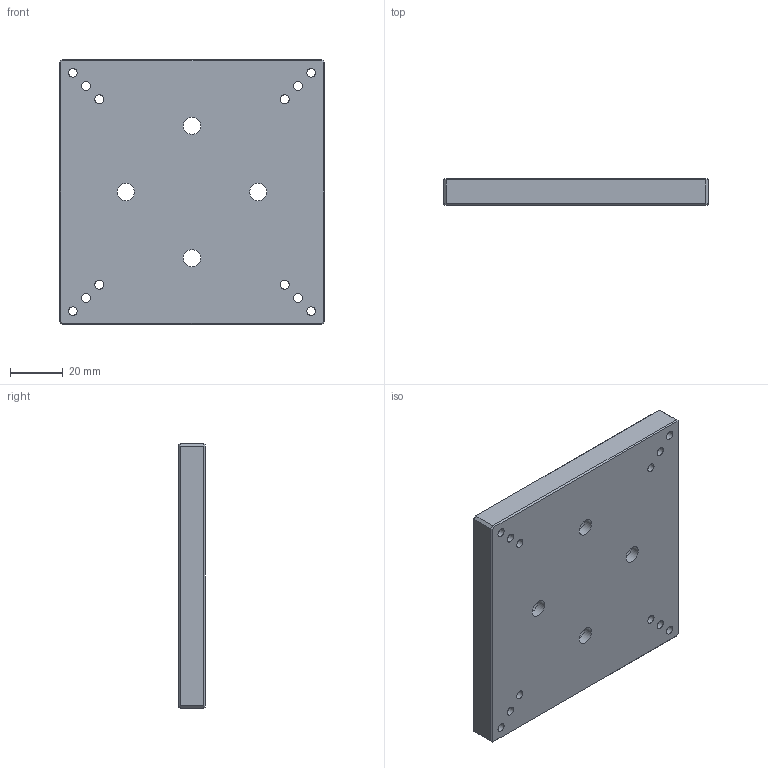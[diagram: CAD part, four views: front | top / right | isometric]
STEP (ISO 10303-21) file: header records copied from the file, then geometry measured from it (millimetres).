
FILE_DESCRIPTION (( 'STEP AP203' ), '1' );
FILE_NAME ('100-100-10-A-蛌諉啣.STEP', '2025-05-19T03:34:30', ( 'Windows User' ), ( 'P R C' ), 'SwSTEP 2.0', 'SolidWorks 2020', '' );
FILE_SCHEMA (( 'CONFIG_CONTROL_DESIGN' ));
Length unit declared in the file: millimetre
Products named in the file (1): 100-100-10-A-蛌諉啣
Bounding box: 100 x 10 x 100 mm (x, y, z)
Volume: 95905.3 mm3; surface area: 25651.6 mm2
Topology: 1 solids, 1 shells, 66 faces, 148 edges, 88 vertices
Faces by surface type: plane 30, cylinder 20, cone 16
Full cylindrical faces by diameter (mm): 3.3 x12, 6.5 x4, 11 x4
Entity records: 1773 total; most frequent: DIRECTION 302, CARTESIAN_POINT 267, ORIENTED_EDGE 224, EDGE_LOOP 138, AXIS2_PLACEMENT_3D 123, EDGE_CURVE 112, VERTEX_POINT 88, FACE_OUTER_BOUND 86
